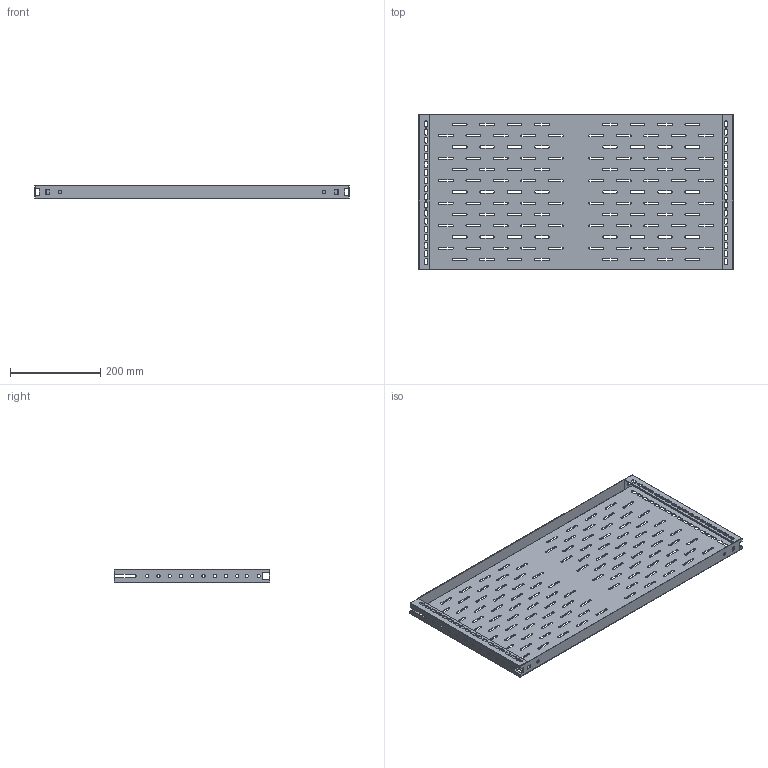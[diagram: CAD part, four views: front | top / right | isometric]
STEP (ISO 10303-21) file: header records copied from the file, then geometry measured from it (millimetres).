
FILE_DESCRIPTION (( 'STEP AP203' ), '1' );
FILE_NAME ('R5DOE8345.step', '2011-03-17T12:03:03', ( 'User' ), ( 'DKC' ), 'SwSTEP 2.0', 'SolidWorks 2011', '' );
FILE_SCHEMA (( 'CONFIG_CONTROL_DESIGN' ));
Length unit declared in the file: millimetre
Products named in the file (1): R5DOE8345
Bounding box: 699 x 346.5 x 30 mm (x, y, z)
Volume: 433162 mm3; surface area: 599195 mm2
Topology: 1 solids, 1 shells, 1058 faces, 3106 edges, 2048 vertices
Faces by surface type: cylinder 562, plane 496
Entity records: 36379 total; most frequent: DIRECTION 6360, CARTESIAN_POINT 6213, ORIENTED_EDGE 6212, EDGE_CURVE 3106, AXIS2_PLACEMENT_3D 2195, VERTEX_POINT 2048, LINE 1970, VECTOR 1970
